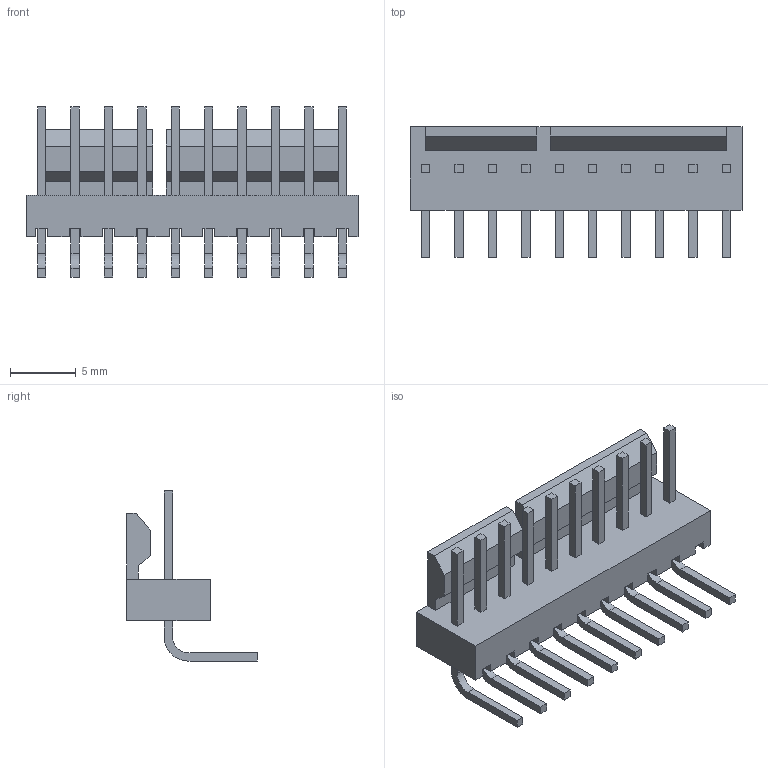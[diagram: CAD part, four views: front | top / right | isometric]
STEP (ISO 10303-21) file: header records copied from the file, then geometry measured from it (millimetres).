
FILE_DESCRIPTION(/* description */ (''),/* implementation_level */ '2;1');
FILE_NAME(/* name */ '0022053101.step',/* time_stamp */ '2021-01-04T11:12:52+02:00',/* author */ (''),/* organization */ (''),/* preprocessor_version */ 'ST-DEVELOPER v18.1',/* originating_system */ 'Autodesk Translation Framework v9.3.0.1241',/* authorisation */ '');
FILE_SCHEMA (('AUTOMOTIVE_DESIGN { 1 0 10303 214 3 1 1 }'));
Length unit declared in the file: inch
Products named in the file (1): (Unsaved)
Bounding box: 25.25 x 9.93 x 12.93 mm (x, y, z)
Volume: 691.8 mm3; surface area: 1262.5 mm2
Topology: 1 solids, 1 shells, 200 faces, 534 edges, 356 vertices
Faces by surface type: plane 180, cylinder 20
Entity records: 6173 total; most frequent: CARTESIAN_POINT 1091, ORIENTED_EDGE 1068, DIRECTION 976, EDGE_CURVE 534, LINE 494, VECTOR 494, VERTEX_POINT 356, AXIS2_PLACEMENT_3D 241
